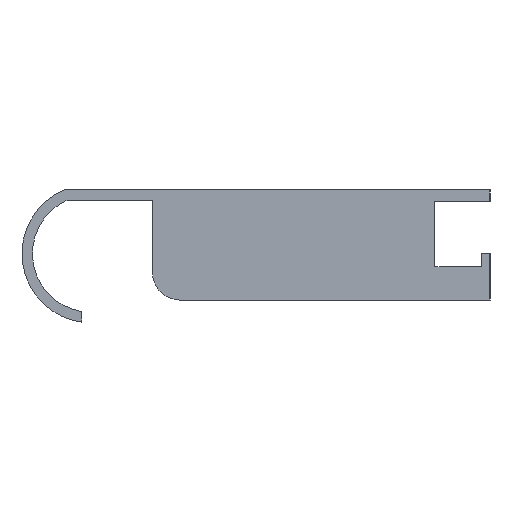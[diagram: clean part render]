
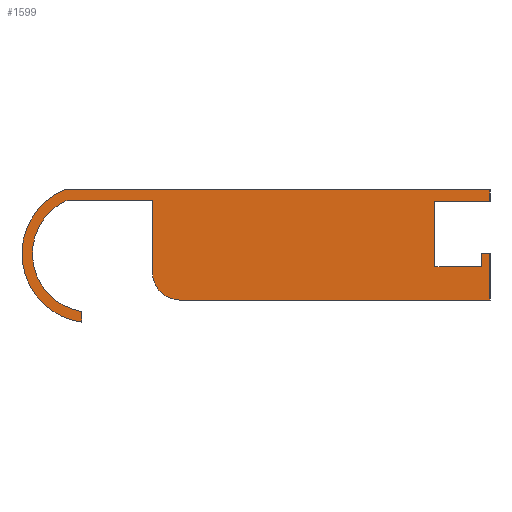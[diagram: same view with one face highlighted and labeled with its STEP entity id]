
A CAD part, left-side view. The second image highlights one B-rep face of the part: STEP entity #1599.
In plain terms, the highlighted planar face has unit normal (-1, 0, 0).
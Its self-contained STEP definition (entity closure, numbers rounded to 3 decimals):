
#6 = LINE ( 'NONE', #718, #46 ) ;
#10 = VECTOR ( 'NONE', #740, 1000. ) ;
#46 = VECTOR ( 'NONE', #1660, 1000. ) ;
#52 = EDGE_CURVE ( 'NONE', #643, #450, #808, .T. ) ;
#63 = CARTESIAN_POINT ( 'NONE',  ( -70., 1.5, -14. ) ) ;
#85 = ORIENTED_EDGE ( 'NONE', *, *, #985, .F. ) ;
#93 = ORIENTED_EDGE ( 'NONE', *, *, #353, .F. ) ;
#96 = LINE ( 'NONE', #530, #737 ) ;
#98 = VECTOR ( 'NONE', #1312, 1000. ) ;
#99 = ORIENTED_EDGE ( 'NONE', *, *, #578, .F. ) ;
#100 = PLANE ( 'NONE',  #816 ) ;
#101 = CARTESIAN_POINT ( 'NONE',  ( -70., 0., -20. ) ) ;
#105 = VECTOR ( 'NONE', #355, 1000. ) ;
#110 = CARTESIAN_POINT ( 'NONE',  ( -70., 0., 0. ) ) ;
#117 = EDGE_CURVE ( 'NONE', #575, #702, #6, .T. ) ;
#123 = DIRECTION ( 'NONE',  ( 0., 0., 1. ) ) ;
#161 = VECTOR ( 'NONE', #1581, 1000. ) ;
#173 = VECTOR ( 'NONE', #1316, 1000. ) ;
#229 = CARTESIAN_POINT ( 'NONE',  ( -70., 74.1, -22.099 ) ) ;
#253 = CARTESIAN_POINT ( 'NONE',  ( -70., 74.1, -24.018 ) ) ;
#270 = EDGE_CURVE ( 'NONE', #1390, #988, #1670, .T. ) ;
#294 = VECTOR ( 'NONE', #1373, 1000. ) ;
#321 = LINE ( 'NONE', #552, #294 ) ;
#323 = EDGE_CURVE ( 'NONE', #1747, #1390, #878, .T. ) ;
#351 = AXIS2_PLACEMENT_3D ( 'NONE', #1038, #919, #1458 ) ;
#353 = EDGE_CURVE ( 'NONE', #702, #492, #321, .T. ) ;
#355 = DIRECTION ( 'NONE',  ( 0., -1., 0. ) ) ;
#365 = CARTESIAN_POINT ( 'NONE',  ( -70., 77.196, 0. ) ) ;
#376 = CARTESIAN_POINT ( 'NONE',  ( -70., 56.3, -20. ) ) ;
#433 = DIRECTION ( 'NONE',  ( 0., 0., -1. ) ) ;
#434 = ORIENTED_EDGE ( 'NONE', *, *, #712, .F. ) ;
#449 = EDGE_CURVE ( 'NONE', #450, #714, #1502, .T. ) ;
#450 = VERTEX_POINT ( 'NONE', #970 ) ;
#458 = ORIENTED_EDGE ( 'NONE', *, *, #449, .F. ) ;
#463 = LINE ( 'NONE', #995, #485 ) ;
#485 = VECTOR ( 'NONE', #433, 1000. ) ;
#489 = CARTESIAN_POINT ( 'NONE',  ( -70., 0., 0. ) ) ;
#492 = VERTEX_POINT ( 'NONE', #1435 ) ;
#507 = ORIENTED_EDGE ( 'NONE', *, *, #721, .F. ) ;
#512 = VERTEX_POINT ( 'NONE', #1539 ) ;
#530 = CARTESIAN_POINT ( 'NONE',  ( -70., 0., -20. ) ) ;
#532 = DIRECTION ( 'NONE',  ( 0., 0., 1. ) ) ;
#552 = CARTESIAN_POINT ( 'NONE',  ( -70., 0., -2.1 ) ) ;
#575 = VERTEX_POINT ( 'NONE', #489 ) ;
#578 = EDGE_CURVE ( 'NONE', #988, #512, #1025, .T. ) ;
#580 = ORIENTED_EDGE ( 'NONE', *, *, #117, .F. ) ;
#595 = ORIENTED_EDGE ( 'NONE', *, *, #323, .F. ) ;
#596 = CARTESIAN_POINT ( 'NONE',  ( -70., 10., -14. ) ) ;
#621 = EDGE_CURVE ( 'NONE', #962, #1172, #1462, .T. ) ;
#634 = DIRECTION ( 'NONE',  ( -1., 0., 0. ) ) ;
#643 = VERTEX_POINT ( 'NONE', #1596 ) ;
#653 = LINE ( 'NONE', #784, #173 ) ;
#702 = VERTEX_POINT ( 'NONE', #1213 ) ;
#708 = ORIENTED_EDGE ( 'NONE', *, *, #621, .F. ) ;
#712 = EDGE_CURVE ( 'NONE', #1497, #575, #809, .T. ) ;
#714 = VERTEX_POINT ( 'NONE', #802 ) ;
#718 = CARTESIAN_POINT ( 'NONE',  ( -70., 0., 0. ) ) ;
#719 = AXIS2_PLACEMENT_3D ( 'NONE', #1451, #634, #532 ) ;
#721 = EDGE_CURVE ( 'NONE', #974, #863, #96, .T. ) ;
#737 = VECTOR ( 'NONE', #915, 1000. ) ;
#740 = DIRECTION ( 'NONE',  ( 0., 0., 1. ) ) ;
#784 = CARTESIAN_POINT ( 'NONE',  ( -70., 0., -11.6 ) ) ;
#802 = CARTESIAN_POINT ( 'NONE',  ( -70., 76.809, -1.9 ) ) ;
#808 = LINE ( 'NONE', #1345, #1187 ) ;
#809 = LINE ( 'NONE', #110, #98 ) ;
#816 = AXIS2_PLACEMENT_3D ( 'NONE', #1586, #1450, #1184 ) ;
#823 = CARTESIAN_POINT ( 'NONE',  ( -70., 61.3, -1.9 ) ) ;
#839 = ORIENTED_EDGE ( 'NONE', *, *, #270, .F. ) ;
#863 = VERTEX_POINT ( 'NONE', #376 ) ;
#864 = EDGE_CURVE ( 'NONE', #1172, #1497, #1160, .T. ) ;
#878 = LINE ( 'NONE', #596, #1400 ) ;
#915 = DIRECTION ( 'NONE',  ( 0., 1., 0. ) ) ;
#919 = DIRECTION ( 'NONE',  ( 1., 0., 0. ) ) ;
#933 = CIRCLE ( 'NONE', #719, 10.623 ) ;
#962 = VERTEX_POINT ( 'NONE', #229 ) ;
#970 = CARTESIAN_POINT ( 'NONE',  ( -70., 61.3, -1.9 ) ) ;
#973 = EDGE_CURVE ( 'NONE', #714, #962, #933, .T. ) ;
#974 = VERTEX_POINT ( 'NONE', #101 ) ;
#985 = EDGE_CURVE ( 'NONE', #512, #974, #653, .T. ) ;
#988 = VERTEX_POINT ( 'NONE', #1733 ) ;
#995 = CARTESIAN_POINT ( 'NONE',  ( -70., 10., -2.1 ) ) ;
#1002 = VECTOR ( 'NONE', #1353, 1000. ) ;
#1005 = DIRECTION ( 'NONE',  ( 0., 0., -1. ) ) ;
#1025 = LINE ( 'NONE', #1568, #105 ) ;
#1038 = CARTESIAN_POINT ( 'NONE',  ( -70., 72.477, -11.6 ) ) ;
#1045 = CIRCLE ( 'NONE', #1070, 5. ) ;
#1054 = FACE_OUTER_BOUND ( 'NONE', #1665, .T. ) ;
#1070 = AXIS2_PLACEMENT_3D ( 'NONE', #1173, #1720, #1005 ) ;
#1122 = ORIENTED_EDGE ( 'NONE', *, *, #864, .F. ) ;
#1134 = CARTESIAN_POINT ( 'NONE',  ( -70., 74.1, -24.018 ) ) ;
#1160 = CIRCLE ( 'NONE', #351, 12.523 ) ;
#1172 = VERTEX_POINT ( 'NONE', #1134 ) ;
#1173 = CARTESIAN_POINT ( 'NONE',  ( -70., 56.3, -15. ) ) ;
#1184 = DIRECTION ( 'NONE',  ( 0., 0., -1. ) ) ;
#1187 = VECTOR ( 'NONE', #123, 1000. ) ;
#1202 = CARTESIAN_POINT ( 'NONE',  ( -70., 10., -14. ) ) ;
#1213 = CARTESIAN_POINT ( 'NONE',  ( -70., 0., -2.1 ) ) ;
#1277 = DIRECTION ( 'NONE',  ( 0., -1., 0. ) ) ;
#1283 = ORIENTED_EDGE ( 'NONE', *, *, #1386, .F. ) ;
#1297 = ORIENTED_EDGE ( 'NONE', *, *, #52, .F. ) ;
#1312 = DIRECTION ( 'NONE',  ( 0., -1., 0. ) ) ;
#1316 = DIRECTION ( 'NONE',  ( 0., 0., -1. ) ) ;
#1345 = CARTESIAN_POINT ( 'NONE',  ( -70., 61.3, -15. ) ) ;
#1353 = DIRECTION ( 'NONE',  ( 0., 1., 0. ) ) ;
#1359 = CARTESIAN_POINT ( 'NONE',  ( -70., 1.5, -14. ) ) ;
#1373 = DIRECTION ( 'NONE',  ( 0., 1., 0. ) ) ;
#1386 = EDGE_CURVE ( 'NONE', #492, #1747, #463, .T. ) ;
#1390 = VERTEX_POINT ( 'NONE', #1359 ) ;
#1400 = VECTOR ( 'NONE', #1277, 1000. ) ;
#1435 = CARTESIAN_POINT ( 'NONE',  ( -70., 10., -2.1 ) ) ;
#1450 = DIRECTION ( 'NONE',  ( 1., 0., 0. ) ) ;
#1451 = CARTESIAN_POINT ( 'NONE',  ( -70., 72.477, -11.6 ) ) ;
#1458 = DIRECTION ( 'NONE',  ( 0., 0., 1. ) ) ;
#1462 = LINE ( 'NONE', #253, #161 ) ;
#1497 = VERTEX_POINT ( 'NONE', #365 ) ;
#1502 = LINE ( 'NONE', #823, #1002 ) ;
#1539 = CARTESIAN_POINT ( 'NONE',  ( -70., 0., -11.6 ) ) ;
#1563 = EDGE_CURVE ( 'NONE', #863, #643, #1045, .T. ) ;
#1568 = CARTESIAN_POINT ( 'NONE',  ( -70., 1.5, -11.6 ) ) ;
#1581 = DIRECTION ( 'NONE',  ( 0., 0., -1. ) ) ;
#1586 = CARTESIAN_POINT ( 'NONE',  ( -70., 56.3, -15. ) ) ;
#1596 = CARTESIAN_POINT ( 'NONE',  ( -70., 61.3, -15. ) ) ;
#1599 = ADVANCED_FACE ( 'NONE', ( #1054 ), #100, .F. ) ;
#1660 = DIRECTION ( 'NONE',  ( 0., 0., -1. ) ) ;
#1661 = ORIENTED_EDGE ( 'NONE', *, *, #1563, .F. ) ;
#1665 = EDGE_LOOP ( 'NONE', ( #580, #434, #1122, #708, #1719, #458, #1297, #1661, #507, #85, #99, #839, #595, #1283, #93 ) ) ;
#1670 = LINE ( 'NONE', #63, #10 ) ;
#1719 = ORIENTED_EDGE ( 'NONE', *, *, #973, .F. ) ;
#1720 = DIRECTION ( 'NONE',  ( 1., 0., 0. ) ) ;
#1733 = CARTESIAN_POINT ( 'NONE',  ( -70., 1.5, -11.6 ) ) ;
#1747 = VERTEX_POINT ( 'NONE', #1202 ) ;
